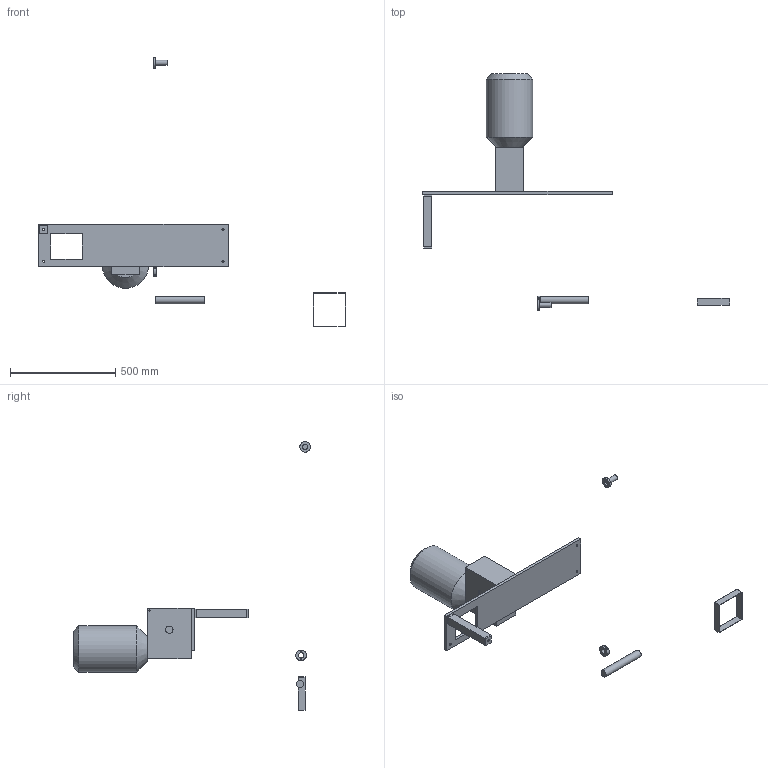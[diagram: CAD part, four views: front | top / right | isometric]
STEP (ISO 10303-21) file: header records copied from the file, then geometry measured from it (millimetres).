
FILE_DESCRIPTION(/* description */ (''),/* implementation_level */ '2;1');
FILE_NAME(/* name */ 'zoev4.step',/* time_stamp */ '2020-01-28T12:42:28+01:00',/* author */ (''),/* organization */ (''),/* preprocessor_version */ 'ST-DEVELOPER v18',/* originating_system */ 'Autodesk Translation Framework v8.12.0.6',/* authorisation */ '');
FILE_SCHEMA (('AUTOMOTIVE_DESIGN { 1 0 10303 214 3 1 1 }'));
Length unit declared in the file: millimetre
Products named in the file (9): zoe v4; reducer (1); framework; legs; BasePlate; motor; stuff; fence; clutch
Assembly tree (8 placements, depth 3):
  zoe v4
    reducer (1)
    framework
      legs
      BasePlate
    motor
    stuff
      fence
      clutch
Bounding box: 1456 x 1123 x 1275 mm (x, y, z)
Volume: 21859940.4 mm3; surface area: 1034030.6 mm2
Topology: 16 solids, 16 shells, 101 faces, 209 edges, 140 vertices
Faces by surface type: plane 76, cylinder 23, cone 2
Full cylindrical faces by diameter (mm): 5 x1, 8 x4, 10 x7, 24 x2, 35 x3, 50 x1, 220 x1
Entity records: 3167 total; most frequent: CARTESIAN_POINT 619, DIRECTION 481, ORIENTED_EDGE 418, EDGE_CURVE 209, AXIS2_PLACEMENT_3D 162, LINE 157, VECTOR 157, VERTEX_POINT 140
